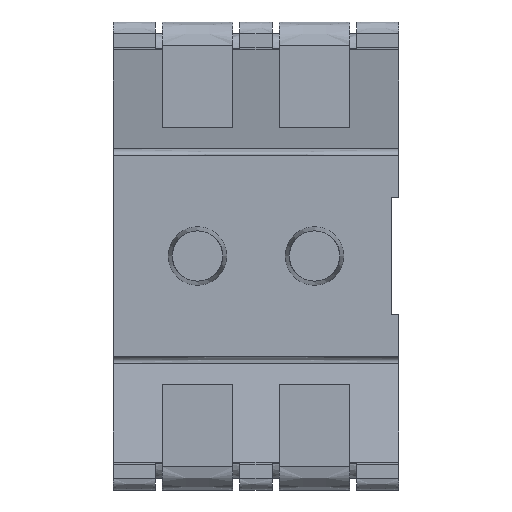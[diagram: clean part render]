
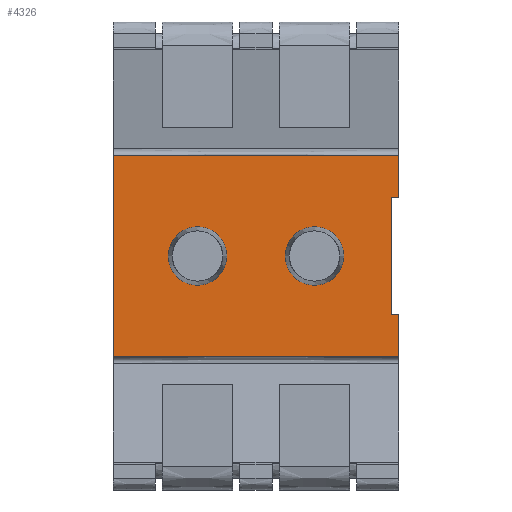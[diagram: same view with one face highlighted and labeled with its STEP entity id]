
A CAD part, front view. The second image highlights one B-rep face of the part: STEP entity #4326.
In plain terms, the highlighted free-form (B-spline) face has degree [1, 1] with [2, 2] control points.
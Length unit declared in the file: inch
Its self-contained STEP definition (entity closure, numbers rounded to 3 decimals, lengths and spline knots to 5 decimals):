
#1068=CARTESIAN_POINT('',(-0.025,-0.032,0.));
#1069=DIRECTION('',(0.,-1.,0.));
#1070=DIRECTION('',(-1.,0.,0.));
#1071=AXIS2_PLACEMENT_3D('',#1068,#1069,#1070);
#1076=CARTESIAN_POINT('',(-0.025,-0.032,0.));
#1077=DIRECTION('',(0.,-1.,0.));
#1078=DIRECTION('',(1.,0.,0.));
#1079=AXIS2_PLACEMENT_3D('',#1076,#1077,#1078);
#1084=CARTESIAN_POINT('',(0.025,-0.032,0.));
#1085=DIRECTION('',(0.,-1.,0.));
#1086=DIRECTION('',(-1.,0.,0.));
#1087=AXIS2_PLACEMENT_3D('',#1084,#1085,#1086);
#1092=CARTESIAN_POINT('',(0.025,-0.032,0.));
#1093=DIRECTION('',(0.,-1.,0.));
#1094=DIRECTION('',(1.,0.,0.));
#1095=AXIS2_PLACEMENT_3D('',#1092,#1093,#1094);
#1100=DIRECTION('',(0.,0.,-1.));
#1101=VECTOR('',#1100,0.05);
#1102=CARTESIAN_POINT('',(0.058,-0.032,0.025));
#1103=LINE('',#1102,#1101);
#1107=DIRECTION('',(-1.,0.,0.));
#1108=VECTOR('',#1107,0.003);
#1109=CARTESIAN_POINT('',(0.061,-0.032,-0.025));
#1110=LINE('',#1109,#1108);
#1114=DIRECTION('',(0.,0.,-1.));
#1115=VECTOR('',#1114,0.018);
#1116=CARTESIAN_POINT('',(0.061,-0.032,-0.025));
#1117=LINE('',#1116,#1115);
#1121=DIRECTION('',(0.,0.,1.));
#1122=VECTOR('',#1121,0.086);
#1123=CARTESIAN_POINT('',(-0.061,-0.032,-0.043));
#1124=LINE('',#1123,#1122);
#1128=DIRECTION('',(0.,0.,-1.));
#1129=VECTOR('',#1128,0.018);
#1130=CARTESIAN_POINT('',(0.061,-0.032,0.043));
#1131=LINE('',#1130,#1129);
#1135=DIRECTION('',(-1.,0.,0.));
#1136=VECTOR('',#1135,0.003);
#1137=CARTESIAN_POINT('',(0.061,-0.032,0.025));
#1138=LINE('',#1137,#1136);
#1202=DIRECTION('',(1.,0.,0.));
#1203=VECTOR('',#1202,0.122);
#1204=CARTESIAN_POINT('',(-0.061,-0.032,-0.043));
#1205=LINE('',#1204,#1203);
#1216=DIRECTION('',(1.,0.,0.));
#1217=VECTOR('',#1216,0.122);
#1218=CARTESIAN_POINT('',(-0.061,-0.032,0.043));
#1219=LINE('',#1218,#1217);
#2941=CARTESIAN_POINT('',(-0.061,-0.032,-0.043));
#2943=VERTEX_POINT('',#2941);
#2955=CARTESIAN_POINT('',(0.061,-0.032,-0.043));
#2957=VERTEX_POINT('',#2955);
#2969=CARTESIAN_POINT('',(-0.061,-0.032,0.043));
#2971=VERTEX_POINT('',#2969);
#2987=CARTESIAN_POINT('',(0.061,-0.032,0.043));
#2989=VERTEX_POINT('',#2987);
#3141=CARTESIAN_POINT('',(-0.0375,-0.032,0.));
#3142=CARTESIAN_POINT('',(-0.0125,-0.032,0.));
#3143=VERTEX_POINT('',#3141);
#3144=VERTEX_POINT('',#3142);
#3145=CARTESIAN_POINT('',(0.0125,-0.032,0.));
#3146=CARTESIAN_POINT('',(0.0375,-0.032,0.));
#3147=VERTEX_POINT('',#3145);
#3148=VERTEX_POINT('',#3146);
#3173=CARTESIAN_POINT('',(0.061,-0.032,0.025));
#3175=VERTEX_POINT('',#3173);
#3177=CARTESIAN_POINT('',(0.061,-0.032,-0.025));
#3179=VERTEX_POINT('',#3177);
#3181=CARTESIAN_POINT('',(0.058,-0.032,0.025));
#3182=CARTESIAN_POINT('',(0.058,-0.032,-0.025));
#3183=VERTEX_POINT('',#3181);
#3184=VERTEX_POINT('',#3182);
#4296=CARTESIAN_POINT('',(-0.06344,-0.032,0.04472));
#4297=CARTESIAN_POINT('',(0.06344,-0.032,0.04472));
#4298=CARTESIAN_POINT('',(-0.06344,-0.032,-0.04472));
#4299=CARTESIAN_POINT('',(0.06344,-0.032,-0.04472));
#4300=B_SPLINE_SURFACE_WITH_KNOTS('',1,1,((#4296,#4297),(#4298,#4299)),
.UNSPECIFIED.,.F.,.F.,.F.,(2,2),(2,2),(-0.04472,0.04472),(-0.00244,0.12444),
.UNSPECIFIED.);
#4301=ORIENTED_EDGE('',*,*,#4287,.T.);
#4303=ORIENTED_EDGE('',*,*,#4302,.F.);
#4304=ORIENTED_EDGE('',*,*,#4263,.T.);
#4306=ORIENTED_EDGE('',*,*,#4305,.F.);
#4307=ORIENTED_EDGE('',*,*,#3454,.T.);
#4309=ORIENTED_EDGE('',*,*,#4308,.T.);
#4310=ORIENTED_EDGE('',*,*,#4224,.T.);
#4311=ORIENTED_EDGE('',*,*,#4277,.T.);
#4312=EDGE_LOOP('',(#4301,#4303,#4304,#4306,#4307,#4309,#4310,#4311));
#4313=FACE_OUTER_BOUND('',#4312,.F.);
#4315=ORIENTED_EDGE('',*,*,#4314,.T.);
#4317=ORIENTED_EDGE('',*,*,#4316,.T.);
#4318=EDGE_LOOP('',(#4315,#4317));
#4319=FACE_BOUND('',#4318,.F.);
#4321=ORIENTED_EDGE('',*,*,#4320,.T.);
#4323=ORIENTED_EDGE('',*,*,#4322,.T.);
#4324=EDGE_LOOP('',(#4321,#4323));
#4325=FACE_BOUND('',#4324,.F.);
#4326=ADVANCED_FACE('',(#4313,#4319,#4325),#4300,.T.);
#1072=CIRCLE('',#1071,0.0125);
#1080=CIRCLE('',#1079,0.0125);
#1088=CIRCLE('',#1087,0.0125);
#1096=CIRCLE('',#1095,0.0125);
#3454=EDGE_CURVE('',#2943,#2971,#1124,.T.);
#4224=EDGE_CURVE('',#2989,#3175,#1131,.T.);
#4263=EDGE_CURVE('',#3179,#2957,#1117,.T.);
#4277=EDGE_CURVE('',#3175,#3183,#1138,.T.);
#4287=EDGE_CURVE('',#3183,#3184,#1103,.T.);
#4302=EDGE_CURVE('',#3179,#3184,#1110,.T.);
#4305=EDGE_CURVE('',#2943,#2957,#1205,.T.);
#4308=EDGE_CURVE('',#2971,#2989,#1219,.T.);
#4314=EDGE_CURVE('',#3143,#3144,#1072,.T.);
#4316=EDGE_CURVE('',#3144,#3143,#1080,.T.);
#4320=EDGE_CURVE('',#3147,#3148,#1088,.T.);
#4322=EDGE_CURVE('',#3148,#3147,#1096,.T.);
